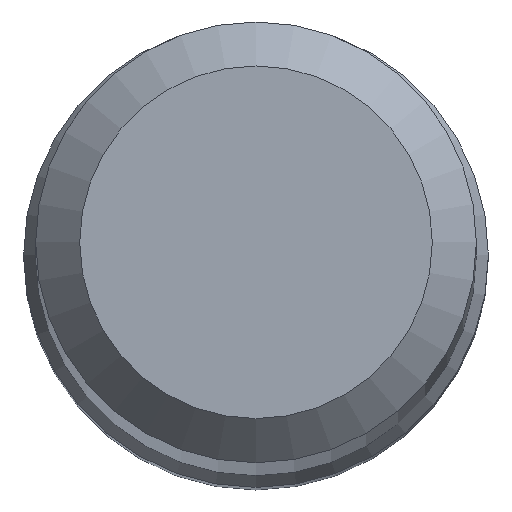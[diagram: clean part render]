
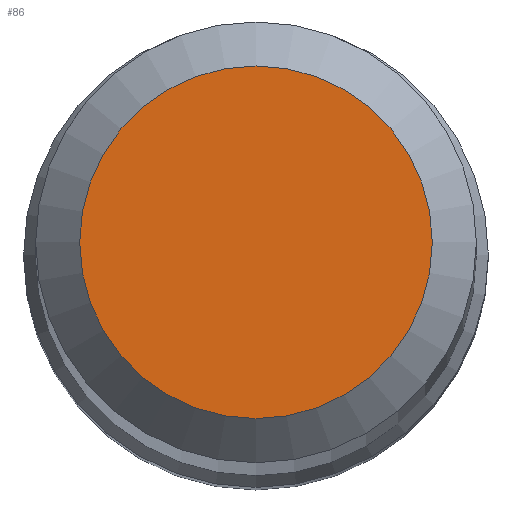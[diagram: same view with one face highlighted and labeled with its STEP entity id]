
A CAD part, top view. The second image highlights one B-rep face of the part: STEP entity #86.
In plain terms, the highlighted planar face has unit normal (0, 0, 1).
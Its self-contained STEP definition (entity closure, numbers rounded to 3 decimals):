
#3 = EDGE_CURVE ( 'NONE', #140, #140, #232, .T. ) ;
#12 = DIRECTION ( 'NONE',  ( 0., 0., -1. ) ) ;
#25 = AXIS2_PLACEMENT_3D ( 'NONE', #117, #239, #52 ) ;
#52 = DIRECTION ( 'NONE',  ( 0., -1., 0. ) ) ;
#73 = CARTESIAN_POINT ( 'NONE',  ( 0., 0., 80. ) ) ;
#80 = AXIS2_PLACEMENT_3D ( 'NONE', #73, #12, #235 ) ;
#86 = ADVANCED_FACE ( 'NONE', ( #174 ), #148, .T. ) ;
#95 = EDGE_LOOP ( 'NONE', ( #165 ) ) ;
#117 = CARTESIAN_POINT ( 'NONE',  ( 0., 0., 80. ) ) ;
#122 = CARTESIAN_POINT ( 'NONE',  ( 0., 1.6, 80. ) ) ;
#140 = VERTEX_POINT ( 'NONE', #122 ) ;
#148 = PLANE ( 'NONE',  #25 ) ;
#165 = ORIENTED_EDGE ( 'NONE', *, *, #3, .F. ) ;
#174 = FACE_OUTER_BOUND ( 'NONE', #95, .T. ) ;
#232 = CIRCLE ( 'NONE', #80, 1.6 ) ;
#235 = DIRECTION ( 'NONE',  ( 0., 1., 0. ) ) ;
#239 = DIRECTION ( 'NONE',  ( 0., 0., 1. ) ) ;
